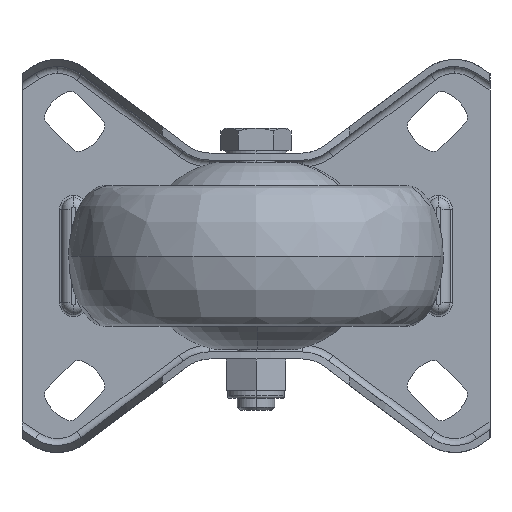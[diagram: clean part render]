
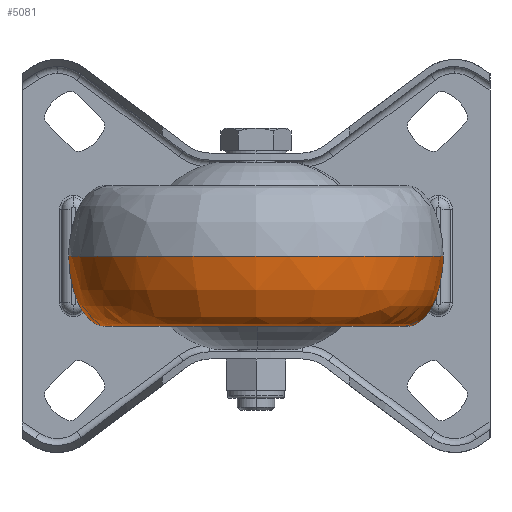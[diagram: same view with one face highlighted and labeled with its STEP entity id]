
A CAD part, front view. The second image highlights one B-rep face of the part: STEP entity #5081.
In plain terms, the highlighted free-form (B-spline) face has degree [3, 3] with [4, 4] control points.
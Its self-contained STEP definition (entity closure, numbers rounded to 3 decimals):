
#334 = CARTESIAN_POINT ( 'NONE',  ( 36.79, -68., -15. ) ) ;
#403 = CARTESIAN_POINT ( 'NONE',  ( -32.25, -68., -15. ) ) ;
#477 = CARTESIAN_POINT ( 'NONE',  ( -36.79, -68., -15. ) ) ;
#690 = DIRECTION ( 'NONE',  ( 0., 0., 1. ) ) ;
#771 = CARTESIAN_POINT ( 'NONE',  ( 0., -68., 0. ) ) ;
#788 =( BOUNDED_SURFACE ( )  B_SPLINE_SURFACE ( 3, 3, ( 
 ( #5548, #12837, #11526, #4292 ),
 ( #9027, #2113, #15171, #15098 ),
 ( #13779, #11447, #3107, #12761 ),
 ( #12912, #3336, #819, #7999 ) ),
 .UNSPECIFIED., .F., .F., .F. ) 
 B_SPLINE_SURFACE_WITH_KNOTS ( ( 4, 4 ),
 ( 4, 4 ),
 ( 0., 1. ),
 ( 0., 1. ),
 .UNSPECIFIED. ) 
 GEOMETRIC_REPRESENTATION_ITEM ( )  RATIONAL_B_SPLINE_SURFACE ( (
 ( 1., 0.333, 0.333, 1.),
 ( 0.805, 0.268, 0.268, 0.805),
 ( 0.805, 0.268, 0.268, 0.805),
 ( 1., 0.333, 0.333, 1.) ) ) 
 REPRESENTATION_ITEM ( '' )  SURFACE ( )  );
#819 = CARTESIAN_POINT ( 'NONE',  ( -32.25, -132.5, -15. ) ) ;
#1448 = VERTEX_POINT ( 'NONE', #8698 ) ;
#1719 = EDGE_CURVE ( 'NONE', #1448, #14387, #6626, .T. ) ;
#2113 = CARTESIAN_POINT ( 'NONE',  ( 40., -148., -8.787 ) ) ;
#2875 = ORIENTED_EDGE ( 'NONE', *, *, #10403, .T. ) ;
#2927 = DIRECTION ( 'NONE',  ( 0., 0., 1. ) ) ;
#3070 = DIRECTION ( 'NONE',  ( -1., 0., 0. ) ) ;
#3107 = CARTESIAN_POINT ( 'NONE',  ( -36.79, -141.58, -15. ) ) ;
#3336 = CARTESIAN_POINT ( 'NONE',  ( 32.25, -132.5, -15. ) ) ;
#3936 = CARTESIAN_POINT ( 'NONE',  ( -40., -68., -8.787 ) ) ;
#4073 = CARTESIAN_POINT ( 'NONE',  ( 0., -68., -15. ) ) ;
#4292 = CARTESIAN_POINT ( 'NONE',  ( -40., -68., 0. ) ) ;
#4335 = CARTESIAN_POINT ( 'NONE',  ( 32.25, -68., -15. ) ) ;
#4474 = CARTESIAN_POINT ( 'NONE',  ( 40., -68., 0. ) ) ;
#4979 = CARTESIAN_POINT ( 'NONE',  ( -40., -68., 0. ) ) ;
#5081 = ADVANCED_FACE ( 'NONE', ( #7607 ), #788, .F. ) ;
#5462 = ORIENTED_EDGE ( 'NONE', *, *, #8924, .F. ) ;
#5548 = CARTESIAN_POINT ( 'NONE',  ( 40., -68., 0. ) ) ;
#6207 = ORIENTED_EDGE ( 'NONE', *, *, #12554, .T. ) ;
#6626 =( BOUNDED_CURVE ( )  B_SPLINE_CURVE ( 3, ( #4979, #3936, #477, #403 ),
 .UNSPECIFIED., .F., .F. ) 
 B_SPLINE_CURVE_WITH_KNOTS ( ( 4, 4 ),
 ( 1.571, 3.142 ),
 .UNSPECIFIED. ) 
 CURVE ( )  GEOMETRIC_REPRESENTATION_ITEM ( )  RATIONAL_B_SPLINE_CURVE ( ( 1., 0.805, 0.805, 1. ) ) 
 REPRESENTATION_ITEM ( '' )  );
#6873 = VERTEX_POINT ( 'NONE', #4335 ) ;
#7576 = CARTESIAN_POINT ( 'NONE',  ( 40., -68., 0. ) ) ;
#7607 = FACE_OUTER_BOUND ( 'NONE', #10066, .T. ) ;
#7999 = CARTESIAN_POINT ( 'NONE',  ( -32.25, -68., -15. ) ) ;
#8698 = CARTESIAN_POINT ( 'NONE',  ( -40., -68., 0. ) ) ;
#8903 = DIRECTION ( 'NONE',  ( 1., 0., 0. ) ) ;
#8924 = EDGE_CURVE ( 'NONE', #1448, #9103, #14855, .T. ) ;
#9027 = CARTESIAN_POINT ( 'NONE',  ( 40., -68., -8.787 ) ) ;
#9103 = VERTEX_POINT ( 'NONE', #4474 ) ;
#9881 = AXIS2_PLACEMENT_3D ( 'NONE', #771, #2927, #3070 ) ;
#10051 = ORIENTED_EDGE ( 'NONE', *, *, #1719, .T. ) ;
#10062 = AXIS2_PLACEMENT_3D ( 'NONE', #4073, #690, #8903 ) ;
#10066 = EDGE_LOOP ( 'NONE', ( #2875, #6207, #5462, #10051 ) ) ;
#10324 = CARTESIAN_POINT ( 'NONE',  ( -32.25, -68., -15. ) ) ;
#10403 = EDGE_CURVE ( 'NONE', #14387, #6873, #15287, .T. ) ;
#11183 = CARTESIAN_POINT ( 'NONE',  ( 32.25, -68., -15. ) ) ;
#11447 = CARTESIAN_POINT ( 'NONE',  ( 36.79, -141.58, -15. ) ) ;
#11526 = CARTESIAN_POINT ( 'NONE',  ( -40., -148., 0. ) ) ;
#12389 =( BOUNDED_CURVE ( )  B_SPLINE_CURVE ( 3, ( #11183, #334, #13356, #7576 ),
 .UNSPECIFIED., .F., .F. ) 
 B_SPLINE_CURVE_WITH_KNOTS ( ( 4, 4 ),
 ( 3.142, 4.712 ),
 .UNSPECIFIED. ) 
 CURVE ( )  GEOMETRIC_REPRESENTATION_ITEM ( )  RATIONAL_B_SPLINE_CURVE ( ( 1., 0.805, 0.805, 1. ) ) 
 REPRESENTATION_ITEM ( '' )  );
#12554 = EDGE_CURVE ( 'NONE', #6873, #9103, #12389, .T. ) ;
#12761 = CARTESIAN_POINT ( 'NONE',  ( -36.79, -68., -15. ) ) ;
#12837 = CARTESIAN_POINT ( 'NONE',  ( 40., -148., 0. ) ) ;
#12912 = CARTESIAN_POINT ( 'NONE',  ( 32.25, -68., -15. ) ) ;
#13356 = CARTESIAN_POINT ( 'NONE',  ( 40., -68., -8.787 ) ) ;
#13779 = CARTESIAN_POINT ( 'NONE',  ( 36.79, -68., -15. ) ) ;
#14387 = VERTEX_POINT ( 'NONE', #10324 ) ;
#14855 = CIRCLE ( 'NONE', #9881, 40. ) ;
#15098 = CARTESIAN_POINT ( 'NONE',  ( -40., -68., -8.787 ) ) ;
#15171 = CARTESIAN_POINT ( 'NONE',  ( -40., -148., -8.787 ) ) ;
#15287 = CIRCLE ( 'NONE', #10062, 32.25 ) ;
